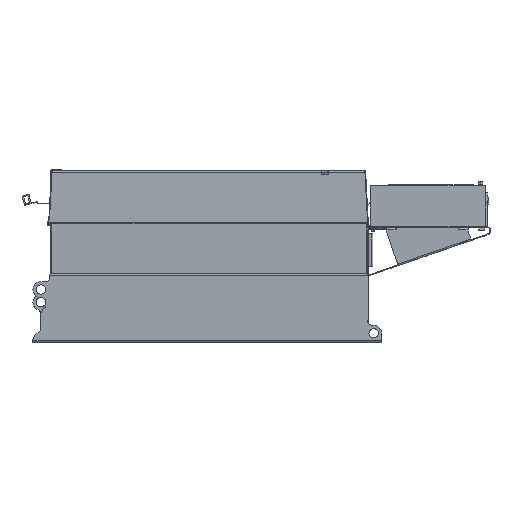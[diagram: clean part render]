
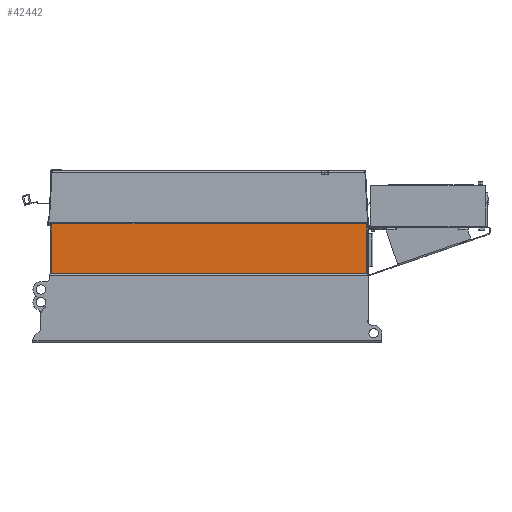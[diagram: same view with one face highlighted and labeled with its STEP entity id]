
A CAD part, left-side view. The second image highlights one B-rep face of the part: STEP entity #42442.
In plain terms, the highlighted planar face has unit normal (-1, 0, 0).
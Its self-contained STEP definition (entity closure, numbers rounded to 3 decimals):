
#2822=DIRECTION('',(0.,0.,-1.));
#2823=VECTOR('',#2822,4.145);
#2824=CARTESIAN_POINT('',(-5.02,-1.576,
9.913));
#2825=LINE('',#2824,#2823);
#2830=CARTESIAN_POINT('',(-5.02,-27.994,
9.913));
#2831=CARTESIAN_POINT('',(-5.02,-27.994,
9.452));
#2832=CARTESIAN_POINT('',(-5.02,-27.994,
8.531));
#2833=CARTESIAN_POINT('',(-5.02,-27.994,
7.15));
#2834=CARTESIAN_POINT('',(-5.02,-27.994,
6.228));
#2835=CARTESIAN_POINT('',(-5.02,-27.994,
5.768));
#2837=DIRECTION('',(0.,1.,0.));
#2838=VECTOR('',#2837,26.417);
#2839=CARTESIAN_POINT('',(-5.02,-27.994,
5.768));
#2840=LINE('',#2839,#2838);
#2841=CARTESIAN_POINT('',(-5.02,-1.576,
9.913));
#2842=CARTESIAN_POINT('',(-5.02,-4.512,
9.913));
#2843=CARTESIAN_POINT('',(-5.02,-10.382,
9.913));
#2844=CARTESIAN_POINT('',(-5.02,-19.188,
9.913));
#2845=CARTESIAN_POINT('',(-5.02,-25.058,
9.913));
#2846=CARTESIAN_POINT('',(-5.02,-27.994,
9.913));
#31947=CARTESIAN_POINT('',(-5.02,-27.994,
9.913));
#31949=VERTEX_POINT('',#31947);
#31962=VERTEX_POINT('',#2841);
#31973=CARTESIAN_POINT('',(-5.019,-1.576,
5.768));
#31974=VERTEX_POINT('',#31973);
#31977=VERTEX_POINT('',#2835);
#42430=CARTESIAN_POINT('',(-5.02,-1.439,
9.657));
#42431=DIRECTION('',(-1.,0.,0.));
#42432=DIRECTION('',(0.,-1.,0.));
#42433=AXIS2_PLACEMENT_3D('',#42430,#42431,#42432);
#42434=PLANE('',#42433);
#42436=ORIENTED_EDGE('',*,*,#42435,.T.);
#42437=ORIENTED_EDGE('',*,*,#41455,.T.);
#42438=ORIENTED_EDGE('',*,*,#42414,.F.);
#42439=ORIENTED_EDGE('',*,*,#42284,.T.);
#42440=EDGE_LOOP('',(#42436,#42437,#42438,#42439));
#42441=FACE_OUTER_BOUND('',#42440,.F.);
#2836=B_SPLINE_CURVE_WITH_KNOTS('',3,(#2830,#2831,#2832,#2833,#2834,#2835),
.UNSPECIFIED.,.F.,.F.,(4,1,1,4),(0.,0.333,0.667,1.),
.UNSPECIFIED.);
#2847=B_SPLINE_CURVE_WITH_KNOTS('',3,(#2841,#2842,#2843,#2844,#2845,#2846),
.UNSPECIFIED.,.F.,.F.,(4,1,1,4),(0.,0.333,0.667,1.),
.UNSPECIFIED.);
#41455=EDGE_CURVE('',#31977,#31974,#2840,.T.);
#42284=EDGE_CURVE('',#31962,#31949,#2847,.T.);
#42414=EDGE_CURVE('',#31962,#31974,#2825,.T.);
#42435=EDGE_CURVE('',#31949,#31977,#2836,.T.);
#42442=ADVANCED_FACE('',(#42441),#42434,.T.);
